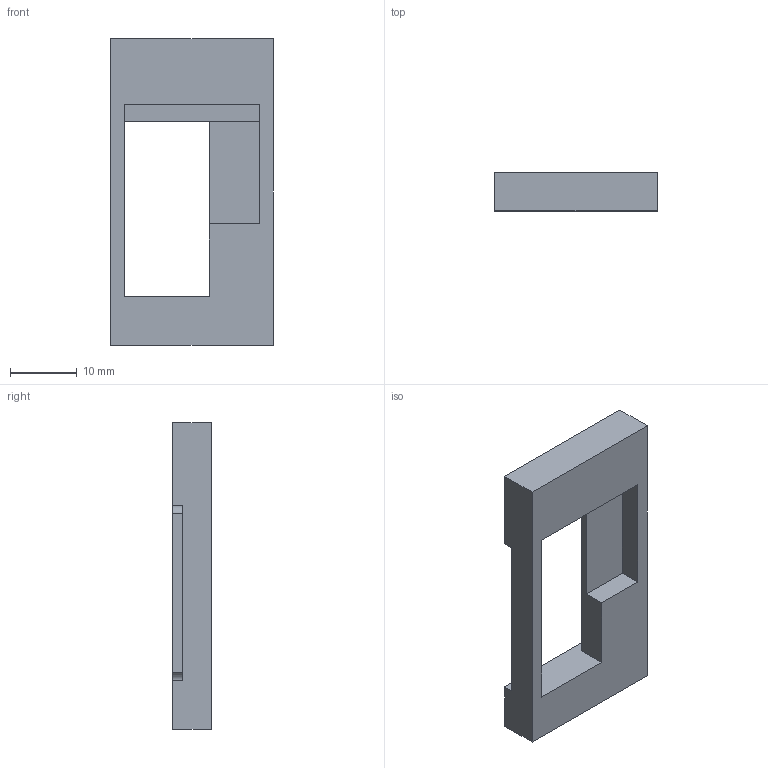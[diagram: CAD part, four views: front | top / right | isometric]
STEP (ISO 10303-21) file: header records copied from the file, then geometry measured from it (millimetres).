
FILE_DESCRIPTION(/* description */ (''),/* implementation_level */ '2;1');
FILE_NAME(/* name */ 'Encoder Mount.step',/* time_stamp */ '2021-09-29T14:29:59+01:00',/* author */ (''),/* organization */ (''),/* preprocessor_version */ 'ST-DEVELOPER v18.1',/* originating_system */ 'Autodesk Translation Framework v10.10.0.1391',/* authorisation */ '');
FILE_SCHEMA (('AUTOMOTIVE_DESIGN { 1 0 10303 214 3 1 1 }'));
Length unit declared in the file: millimetre
Products named in the file (1): Encoder Mount
Bounding box: 24.31 x 5.75 x 45.72 mm (x, y, z)
Volume: 3722.8 mm3; surface area: 2820.7 mm2
Topology: 1 solids, 1 shells, 20 faces, 57 edges, 38 vertices
Faces by surface type: plane 18, cylinder 2
Entity records: 682 total; most frequent: CARTESIAN_POINT 116, ORIENTED_EDGE 114, DIRECTION 103, EDGE_CURVE 57, LINE 53, VECTOR 53, VERTEX_POINT 38, AXIS2_PLACEMENT_3D 25
